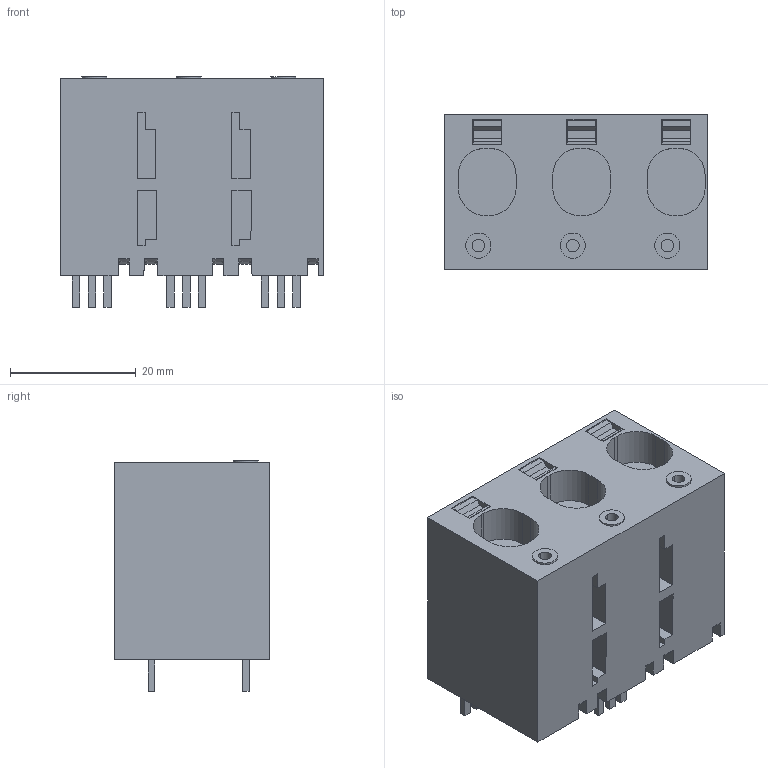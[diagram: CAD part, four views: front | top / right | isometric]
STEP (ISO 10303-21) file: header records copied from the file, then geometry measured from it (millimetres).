
FILE_DESCRIPTION(('CATIA V5 STEP Exchange','CAx-IF Rec.Pracs.--- Model Styling and Organization---1.2---2011-12-15'),'2;1');
FILE_NAME ('D1462854_0_2492220000_2492220000.stp','2018-03-29T09:37:25+00:00',('none'),('Weidmueller'),'CATIA Version 5-6 Release 2014','CATIA V5 STEP AP214','none');
FILE_SCHEMA(('AUTOMOTIVE_DESIGN { 1 0 10303 214 1 1 1 1 }'));
Length unit declared in the file: millimetre
Products named in the file (1): 2492220000
Bounding box: 41.8 x 24.7 x 36.6 mm (x, y, z)
Volume: 26845.2 mm3; surface area: 11455.9 mm2
Topology: 7 solids, 7 shells, 326 faces, 887 edges, 594 vertices
Faces by surface type: plane 261, extrusion 35, cylinder 30
Entity records: 10970 total; most frequent: CARTESIAN_POINT 2751, ORIENTED_EDGE 1774, DIRECTION 1327, EDGE_CURVE 887, VECTOR 792, LINE 757, VERTEX_POINT 594, EDGE_LOOP 345
